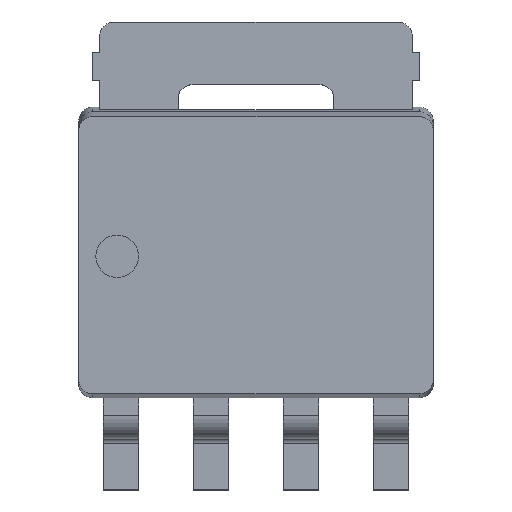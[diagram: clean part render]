
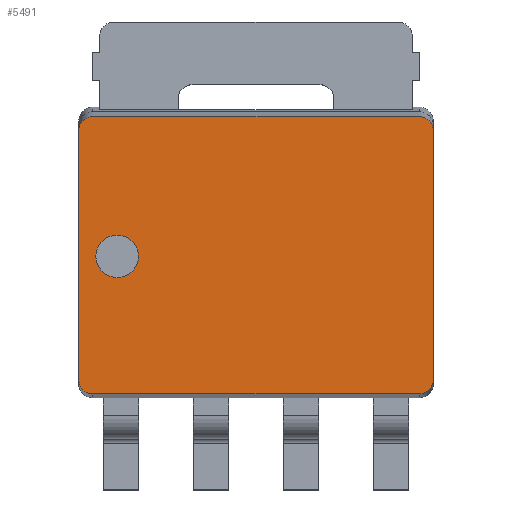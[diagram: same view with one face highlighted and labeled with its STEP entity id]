
A CAD part, top view. The second image highlights one B-rep face of the part: STEP entity #5491.
In plain terms, the highlighted planar face has unit normal (0, 0, 1).
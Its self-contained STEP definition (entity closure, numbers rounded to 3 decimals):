
#22 = DIRECTION ( 'NONE',  ( 1., 0., 0. ) ) ;
#34 = CARTESIAN_POINT ( 'NONE',  ( -2.5, 1.881, 0.55 ) ) ;
#380 = EDGE_CURVE ( 'NONE', #5876, #5499, #5717, .T. ) ;
#476 = CARTESIAN_POINT ( 'NONE',  ( 2.5, 0.009, 0.55 ) ) ;
#493 = CARTESIAN_POINT ( 'NONE',  ( -2.5, 2.032, 0.55 ) ) ;
#624 = EDGE_CURVE ( 'NONE', #5799, #4602, #2001, .T. ) ;
#727 = CARTESIAN_POINT ( 'NONE',  ( 2.3, 1.965, 0.55 ) ) ;
#773 = VECTOR ( 'NONE', #3309, 1000. ) ;
#787 = CARTESIAN_POINT ( 'NONE',  ( -2.5, -1.744, 0.55 ) ) ;
#793 = EDGE_LOOP ( 'NONE', ( #3798, #1005 ) ) ;
#814 = EDGE_CURVE ( 'NONE', #4576, #4602, #4851, .T. ) ;
#971 = LINE ( 'NONE', #5860, #5768 ) ;
#1005 = ORIENTED_EDGE ( 'NONE', *, *, #380, .T. ) ;
#1085 = DIRECTION ( 'NONE',  ( 0., 0., -1. ) ) ;
#1182 = CARTESIAN_POINT ( 'NONE',  ( 2.5, 1.763, 0.55 ) ) ;
#1351 = EDGE_CURVE ( 'NONE', #5799, #3110, #4029, .T. ) ;
#1381 = CARTESIAN_POINT ( 'NONE',  ( 2.417, -1.947, 0.55 ) ) ;
#1385 = AXIS2_PLACEMENT_3D ( 'NONE', #476, #3222, #22 ) ;
#1420 = CARTESIAN_POINT ( 'NONE',  ( -1.658, -0.006, 0.55 ) ) ;
#1485 = ORIENTED_EDGE ( 'NONE', *, *, #2508, .F. ) ;
#1692 = CARTESIAN_POINT ( 'NONE',  ( -1.958, -0.006, 0.55 ) ) ;
#1834 = CARTESIAN_POINT ( 'NONE',  ( -2.5, 1.763, 0.55 ) ) ;
#2001 = LINE ( 'NONE', #4474, #773 ) ;
#2101 = CARTESIAN_POINT ( 'NONE',  ( -2.5, -1.863, 0.55 ) ) ;
#2124 = CARTESIAN_POINT ( 'NONE',  ( -2.5, 1.763, 0.55 ) ) ;
#2160 = DIRECTION ( 'NONE',  ( 1., 0., 0. ) ) ;
#2191 = EDGE_CURVE ( 'NONE', #5499, #5876, #2387, .T. ) ;
#2262 = CARTESIAN_POINT ( 'NONE',  ( -2.3, 1.965, 0.55 ) ) ;
#2314 = PLANE ( 'NONE',  #1385 ) ;
#2351 = VERTEX_POINT ( 'NONE', #4333 ) ;
#2387 = CIRCLE ( 'NONE', #5667, 0.3 ) ;
#2390 = EDGE_CURVE ( 'NONE', #3110, #3745, #4068, .T. ) ;
#2508 = EDGE_CURVE ( 'NONE', #3745, #2900, #4765, .T. ) ;
#2559 = CARTESIAN_POINT ( 'NONE',  ( -2.5, -1.744, 0.55 ) ) ;
#2593 = CARTESIAN_POINT ( 'NONE',  ( 2.5, -1.744, 0.55 ) ) ;
#2682 = VECTOR ( 'NONE', #5771, 1000. ) ;
#2752 = ORIENTED_EDGE ( 'NONE', *, *, #5795, .F. ) ;
#2805 = VECTOR ( 'NONE', #4184, 1000. ) ;
#2900 = VERTEX_POINT ( 'NONE', #787 ) ;
#3072 = CARTESIAN_POINT ( 'NONE',  ( 2.3, 1.965, 0.55 ) ) ;
#3093 = ORIENTED_EDGE ( 'NONE', *, *, #4179, .F. ) ;
#3110 = VERTEX_POINT ( 'NONE', #5119 ) ;
#3222 = DIRECTION ( 'NONE',  ( 0., 0., 1. ) ) ;
#3230 = CARTESIAN_POINT ( 'NONE',  ( -2.417, 1.965, 0.55 ) ) ;
#3309 = DIRECTION ( 'NONE',  ( 0., 1., 0. ) ) ;
#3495 = CARTESIAN_POINT ( 'NONE',  ( 2.5, 1.881, 0.55 ) ) ;
#3526 = CARTESIAN_POINT ( 'NONE',  ( 2.5, 1.763, 0.55 ) ) ;
#3578 = FACE_OUTER_BOUND ( 'NONE', #5283, .T. ) ;
#3745 = VERTEX_POINT ( 'NONE', #3893 ) ;
#3798 = ORIENTED_EDGE ( 'NONE', *, *, #2191, .T. ) ;
#3857 = DIRECTION ( 'NONE',  ( 1., 0., 0. ) ) ;
#3858 = CARTESIAN_POINT ( 'NONE',  ( -2.258, -0.006, 0.55 ) ) ;
#3893 = CARTESIAN_POINT ( 'NONE',  ( -2.3, -1.947, 0.55 ) ) ;
#3961 = CARTESIAN_POINT ( 'NONE',  ( 2.417, 1.965, 0.55 ) ) ;
#3965 = VERTEX_POINT ( 'NONE', #2124 ) ;
#4029 =( BOUNDED_CURVE ( )  B_SPLINE_CURVE ( 3, ( #5024, #4155, #1381, #5963 ),
 .UNSPECIFIED., .F., .F. ) 
 B_SPLINE_CURVE_WITH_KNOTS ( ( 4, 4 ),
 ( 1.571, 3.142 ),
 .UNSPECIFIED. ) 
 CURVE ( )  GEOMETRIC_REPRESENTATION_ITEM ( )  RATIONAL_B_SPLINE_CURVE ( ( 1., 0.805, 0.805, 1. ) ) 
 REPRESENTATION_ITEM ( '' )  );
#4046 = LINE ( 'NONE', #493, #2805 ) ;
#4068 = LINE ( 'NONE', #5293, #2682 ) ;
#4109 = EDGE_CURVE ( 'NONE', #3965, #2351, #4537, .T. ) ;
#4155 = CARTESIAN_POINT ( 'NONE',  ( 2.5, -1.863, 0.55 ) ) ;
#4179 = EDGE_CURVE ( 'NONE', #2900, #3965, #4046, .T. ) ;
#4184 = DIRECTION ( 'NONE',  ( 0., 1., 0. ) ) ;
#4323 = CARTESIAN_POINT ( 'NONE',  ( -1.958, -0.006, 0.55 ) ) ;
#4333 = CARTESIAN_POINT ( 'NONE',  ( -2.3, 1.965, 0.55 ) ) ;
#4441 = DIRECTION ( 'NONE',  ( 1., 0., 0. ) ) ;
#4474 = CARTESIAN_POINT ( 'NONE',  ( 2.5, 0.012, 0.55 ) ) ;
#4537 =( BOUNDED_CURVE ( )  B_SPLINE_CURVE ( 3, ( #1834, #34, #3230, #2262 ),
 .UNSPECIFIED., .F., .F. ) 
 B_SPLINE_CURVE_WITH_KNOTS ( ( 4, 4 ),
 ( 4.712, 6.283 ),
 .UNSPECIFIED. ) 
 CURVE ( )  GEOMETRIC_REPRESENTATION_ITEM ( )  RATIONAL_B_SPLINE_CURVE ( ( 1., 0.805, 0.805, 1. ) ) 
 REPRESENTATION_ITEM ( '' )  );
#4576 = VERTEX_POINT ( 'NONE', #3072 ) ;
#4602 = VERTEX_POINT ( 'NONE', #3526 ) ;
#4689 = ORIENTED_EDGE ( 'NONE', *, *, #4109, .F. ) ;
#4760 = ORIENTED_EDGE ( 'NONE', *, *, #1351, .F. ) ;
#4765 =( BOUNDED_CURVE ( )  B_SPLINE_CURVE ( 3, ( #5356, #4854, #2101, #2559 ),
 .UNSPECIFIED., .F., .F. ) 
 B_SPLINE_CURVE_WITH_KNOTS ( ( 4, 4 ),
 ( 3.142, 4.712 ),
 .UNSPECIFIED. ) 
 CURVE ( )  GEOMETRIC_REPRESENTATION_ITEM ( )  RATIONAL_B_SPLINE_CURVE ( ( 1., 0.805, 0.805, 1. ) ) 
 REPRESENTATION_ITEM ( '' )  );
#4807 = FACE_BOUND ( 'NONE', #793, .T. ) ;
#4851 =( BOUNDED_CURVE ( )  B_SPLINE_CURVE ( 3, ( #727, #3961, #3495, #1182 ),
 .UNSPECIFIED., .F., .F. ) 
 B_SPLINE_CURVE_WITH_KNOTS ( ( 4, 4 ),
 ( 0., 1.571 ),
 .UNSPECIFIED. ) 
 CURVE ( )  GEOMETRIC_REPRESENTATION_ITEM ( )  RATIONAL_B_SPLINE_CURVE ( ( 1., 0.805, 0.805, 1. ) ) 
 REPRESENTATION_ITEM ( '' )  );
#4854 = CARTESIAN_POINT ( 'NONE',  ( -2.417, -1.947, 0.55 ) ) ;
#4936 = DIRECTION ( 'NONE',  ( 0., 0., -1. ) ) ;
#5003 = ORIENTED_EDGE ( 'NONE', *, *, #814, .F. ) ;
#5024 = CARTESIAN_POINT ( 'NONE',  ( 2.5, -1.744, 0.55 ) ) ;
#5119 = CARTESIAN_POINT ( 'NONE',  ( 2.3, -1.947, 0.55 ) ) ;
#5283 = EDGE_LOOP ( 'NONE', ( #3093, #1485, #5371, #4760, #5789, #5003, #2752, #4689 ) ) ;
#5293 = CARTESIAN_POINT ( 'NONE',  ( 2.5, -1.947, 0.55 ) ) ;
#5356 = CARTESIAN_POINT ( 'NONE',  ( -2.3, -1.947, 0.55 ) ) ;
#5371 = ORIENTED_EDGE ( 'NONE', *, *, #2390, .F. ) ;
#5491 = ADVANCED_FACE ( 'NONE', ( #4807, #3578 ), #2314, .T. ) ;
#5499 = VERTEX_POINT ( 'NONE', #1420 ) ;
#5667 = AXIS2_PLACEMENT_3D ( 'NONE', #1692, #4936, #2160 ) ;
#5717 = CIRCLE ( 'NONE', #5783, 0.3 ) ;
#5768 = VECTOR ( 'NONE', #4441, 1000. ) ;
#5771 = DIRECTION ( 'NONE',  ( -1., 0., 0. ) ) ;
#5783 = AXIS2_PLACEMENT_3D ( 'NONE', #4323, #1085, #3857 ) ;
#5789 = ORIENTED_EDGE ( 'NONE', *, *, #624, .T. ) ;
#5795 = EDGE_CURVE ( 'NONE', #2351, #4576, #971, .T. ) ;
#5799 = VERTEX_POINT ( 'NONE', #2593 ) ;
#5860 = CARTESIAN_POINT ( 'NONE',  ( 2.5, 1.965, 0.55 ) ) ;
#5876 = VERTEX_POINT ( 'NONE', #3858 ) ;
#5963 = CARTESIAN_POINT ( 'NONE',  ( 2.3, -1.947, 0.55 ) ) ;
